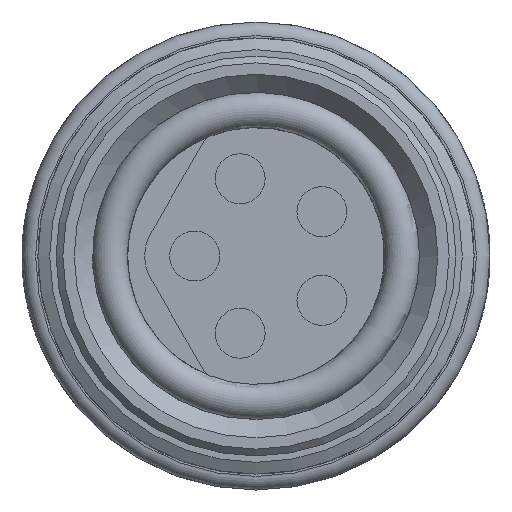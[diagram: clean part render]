
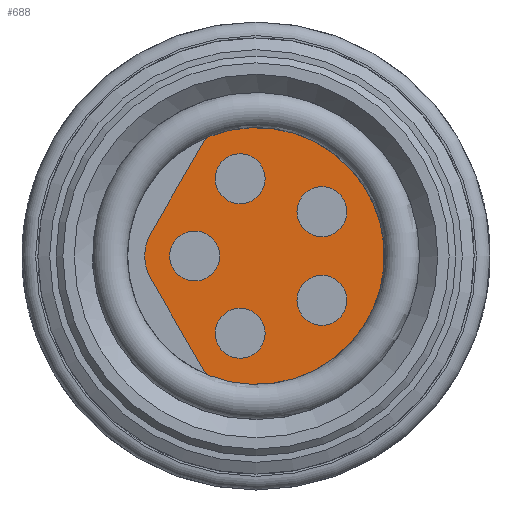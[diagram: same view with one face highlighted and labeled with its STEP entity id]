
A CAD part, front view. The second image highlights one B-rep face of the part: STEP entity #688.
In plain terms, the highlighted planar face has unit normal (0, -1, 0).
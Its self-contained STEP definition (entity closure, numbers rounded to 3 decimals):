
#212=LINE('',#4720,#276);
#217=LINE('',#4736,#281);
#276=VECTOR('',#2985,1.);
#281=VECTOR('',#3004,1.);
#314=PLANE('',#2428);
#688=ADVANCED_FACE('',(#766,#767,#768,#769,#770,#771),#314,.F.);
#766=FACE_BOUND('',#943,.T.);
#767=FACE_BOUND('',#944,.T.);
#768=FACE_BOUND('',#945,.T.);
#769=FACE_BOUND('',#946,.T.);
#770=FACE_BOUND('',#947,.T.);
#771=FACE_BOUND('',#948,.T.);
#943=EDGE_LOOP('',(#1513));
#944=EDGE_LOOP('',(#1514));
#945=EDGE_LOOP('',(#1515));
#946=EDGE_LOOP('',(#1516));
#947=EDGE_LOOP('',(#1517));
#948=EDGE_LOOP('',(#1518,#1519,#1520,#1521,#1522,#1523));
#1513=ORIENTED_EDGE('',*,*,#2003,.F.);
#1514=ORIENTED_EDGE('',*,*,#2001,.F.);
#1515=ORIENTED_EDGE('',*,*,#1998,.F.);
#1516=ORIENTED_EDGE('',*,*,#1997,.F.);
#1517=ORIENTED_EDGE('',*,*,#1995,.F.);
#1518=ORIENTED_EDGE('',*,*,#1985,.T.);
#1519=ORIENTED_EDGE('',*,*,#1983,.T.);
#1520=ORIENTED_EDGE('',*,*,#1988,.F.);
#1521=ORIENTED_EDGE('',*,*,#1990,.T.);
#1522=ORIENTED_EDGE('',*,*,#1993,.T.);
#1523=ORIENTED_EDGE('',*,*,#1991,.T.);
#1700=VERTEX_POINT('',#4715);
#1701=VERTEX_POINT('',#4717);
#1702=VERTEX_POINT('',#4721);
#1703=VERTEX_POINT('',#4725);
#1704=VERTEX_POINT('',#4729);
#1705=VERTEX_POINT('',#4733);
#1707=VERTEX_POINT('',#4741);
#1709=VERTEX_POINT('',#4746);
#1710=VERTEX_POINT('',#4749);
#1713=VERTEX_POINT('',#4756);
#1715=VERTEX_POINT('',#4761);
#1983=EDGE_CURVE('',#1701,#1700,#2145,.T.);
#1985=EDGE_CURVE('',#1702,#1701,#212,.T.);
#1988=EDGE_CURVE('',#1703,#1700,#2146,.T.);
#1990=EDGE_CURVE('',#1703,#1704,#2147,.T.);
#1991=EDGE_CURVE('',#1705,#1702,#2148,.T.);
#1993=EDGE_CURVE('',#1704,#1705,#217,.T.);
#1995=EDGE_CURVE('',#1707,#1707,#2150,.T.);
#1997=EDGE_CURVE('',#1709,#1709,#2152,.T.);
#1998=EDGE_CURVE('',#1710,#1710,#2153,.T.);
#2001=EDGE_CURVE('',#1713,#1713,#2156,.T.);
#2003=EDGE_CURVE('',#1715,#1715,#2158,.T.);
#2145=CIRCLE('',#2403,0.2);
#2146=CIRCLE('',#2406,2.825);
#2147=CIRCLE('',#2408,0.2);
#2148=CIRCLE('',#2410,1.);
#2150=CIRCLE('',#2414,0.55);
#2152=CIRCLE('',#2417,0.55);
#2153=CIRCLE('',#2419,0.55);
#2156=CIRCLE('',#2423,0.55);
#2158=CIRCLE('',#2426,0.55);
#2403=AXIS2_PLACEMENT_3D('',#4716,#2980,#2981);
#2406=AXIS2_PLACEMENT_3D('',#4726,#2990,#2991);
#2408=AXIS2_PLACEMENT_3D('',#4730,#2995,#2996);
#2410=AXIS2_PLACEMENT_3D('',#4732,#2999,#3000);
#2414=AXIS2_PLACEMENT_3D('',#4740,#3009,#3010);
#2417=AXIS2_PLACEMENT_3D('',#4745,#3015,#3016);
#2419=AXIS2_PLACEMENT_3D('',#4748,#3019,#3020);
#2423=AXIS2_PLACEMENT_3D('',#4755,#3027,#3028);
#2426=AXIS2_PLACEMENT_3D('',#4760,#3033,#3034);
#2428=AXIS2_PLACEMENT_3D('',#4763,#3037,#3038);
#2980=DIRECTION('',(0.,-1.,0.));
#2981=DIRECTION('',(1.,0.,0.));
#2985=DIRECTION('',(0.5,0.,-0.866));
#2990=DIRECTION('',(0.,1.,0.));
#2991=DIRECTION('',(1.,0.,0.));
#2995=DIRECTION('',(0.,-1.,0.));
#2996=DIRECTION('',(1.,0.,0.));
#2999=DIRECTION('',(0.,-1.,0.));
#3000=DIRECTION('',(0.,0.,-1.));
#3004=DIRECTION('',(-0.5,0.,-0.866));
#3009=DIRECTION('',(0.,-1.,0.));
#3010=DIRECTION('',(0.,0.,-1.));
#3015=DIRECTION('',(0.,-1.,0.));
#3016=DIRECTION('',(0.,0.,-1.));
#3019=DIRECTION('',(0.,-1.,0.));
#3020=DIRECTION('',(0.,0.,-1.));
#3027=DIRECTION('',(0.,-1.,0.));
#3028=DIRECTION('',(0.,0.,-1.));
#3033=DIRECTION('',(0.,-1.,0.));
#3034=DIRECTION('',(0.,0.,-1.));
#3037=DIRECTION('',(0.,1.,0.));
#3038=DIRECTION('',(1.,0.,0.));
#4715=CARTESIAN_POINT('',(78.113,13.55,-2.628));
#4716=CARTESIAN_POINT('',(78.186,13.55,-2.442));
#4717=CARTESIAN_POINT('',(78.013,13.55,-2.542));
#4720=CARTESIAN_POINT('',(76.834,13.55,-0.5));
#4721=CARTESIAN_POINT('',(76.834,13.55,-0.5));
#4725=CARTESIAN_POINT('',(78.113,13.55,2.628));
#4726=CARTESIAN_POINT('',(79.15,13.55,0.));
#4729=CARTESIAN_POINT('',(78.013,13.55,2.542));
#4730=CARTESIAN_POINT('',(78.186,13.55,2.442));
#4732=CARTESIAN_POINT('',(77.7,13.55,0.));
#4733=CARTESIAN_POINT('',(76.834,13.55,0.5));
#4736=CARTESIAN_POINT('',(78.047,13.55,2.601));
#4740=CARTESIAN_POINT('',(77.8,13.55,0.));
#4741=CARTESIAN_POINT('',(77.8,13.55,-0.55));
#4745=CARTESIAN_POINT('',(80.6,13.55,-0.975));
#4746=CARTESIAN_POINT('',(80.6,13.55,-1.525));
#4748=CARTESIAN_POINT('',(80.6,13.55,0.975));
#4749=CARTESIAN_POINT('',(80.6,13.55,0.425));
#4755=CARTESIAN_POINT('',(78.8,13.55,1.7));
#4756=CARTESIAN_POINT('',(78.8,13.55,1.15));
#4760=CARTESIAN_POINT('',(78.8,13.55,-1.7));
#4761=CARTESIAN_POINT('',(78.8,13.55,-2.25));
#4763=CARTESIAN_POINT('',(79.15,13.55,0.));
